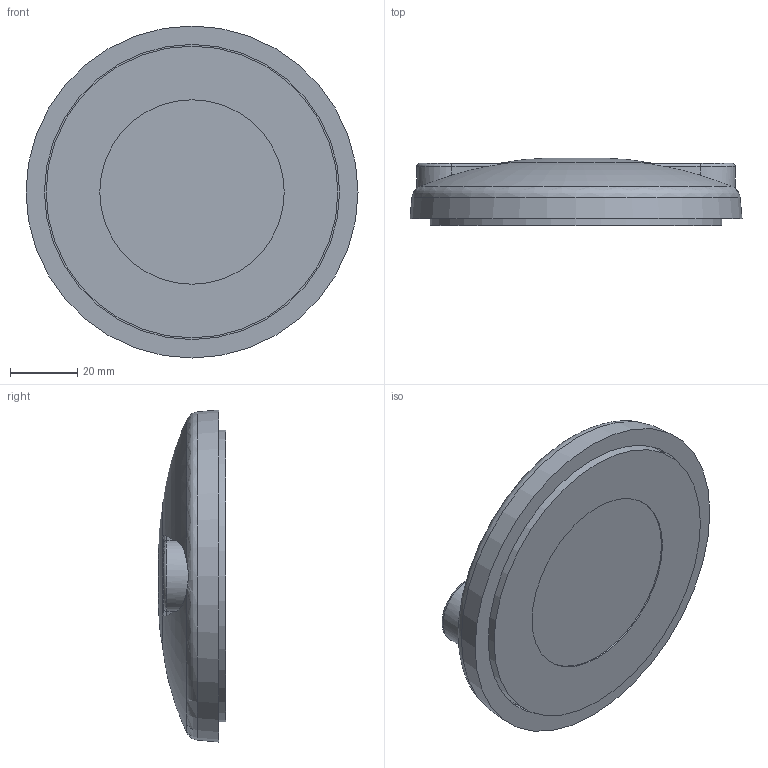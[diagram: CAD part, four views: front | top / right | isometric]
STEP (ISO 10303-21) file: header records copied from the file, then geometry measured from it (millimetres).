
FILE_DESCRIPTION(/* description */ ('STEP AP214'),/* implementation_level */ '2;1');
FILE_NAME(/* name */ '098D100KBZG',/* time_stamp */ '2022-07-14T16:36:03+02:00',/* author */ ('License CC BY-ND 4.0'),/* organization */ ('CADENAS'),/* preprocessor_version */ 'ST-DEVELOPER v18.102',/* originating_system */ 'PARTsolutions',/* authorisation */ ' ');
FILE_SCHEMA (('AUTOMOTIVE_DESIGN {1 0 10303 214 3 1 1}'));
Length unit declared in the file: millimetre
Products named in the file (1): 098D100KBZG
Bounding box: 99 x 20 x 99 mm (x, y, z)
Volume: 116261.4 mm3; surface area: 22845.3 mm2
Topology: 1 solids, 2 shells, 33 faces, 69 edges, 44 vertices
Faces by surface type: plane 14, cylinder 11, torus 5, cone 2, sphere 1
Full cylindrical faces by diameter (mm): 14.8 x1, 15 x1, 55 x1, 87 x1, 88 x1
Entity records: 1112 total; most frequent: CARTESIAN_POINT 235, DIRECTION 128, ORIENTED_EDGE 108, AXIS2_PLACEMENT_3D 58, EDGE_CURVE 54, EDGE_LOOP 48, FACE_BOUND 48, VERTEX_POINT 40
